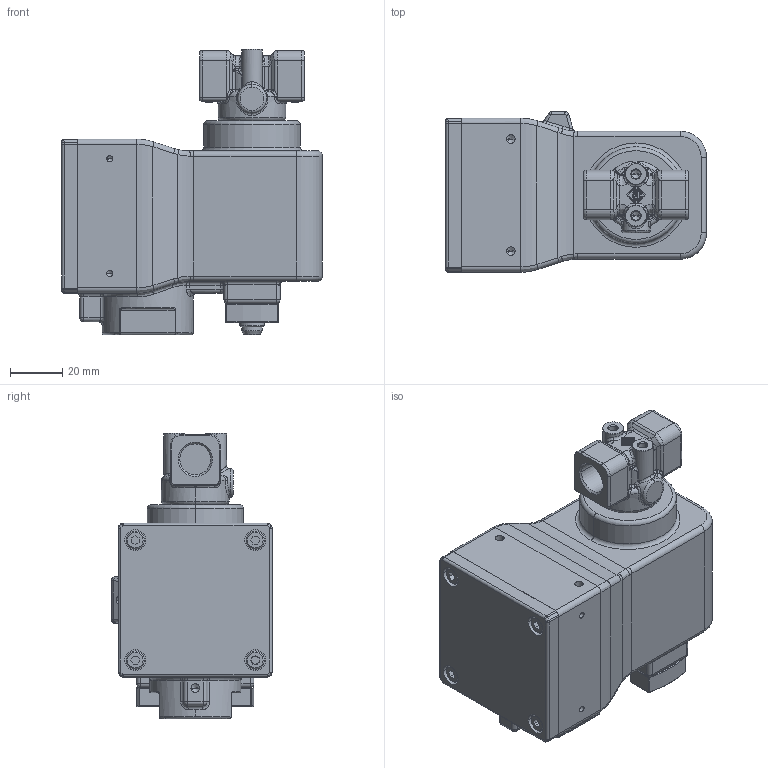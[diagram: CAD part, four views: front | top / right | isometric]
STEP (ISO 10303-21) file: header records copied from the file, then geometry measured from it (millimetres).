
FILE_DESCRIPTION((''),'2;1');
FILE_NAME('31A2EJV25_BDA_INGOMBRO_ASM','2009-07-13T',('romeri'),('O.D.E.'),'PRO/ENGINEER BY PARAMETRIC TECHNOLOGY CORPORATION, 2005450','PRO/ENGINEER BY PARAMETRIC TECHNOLOGY CORPORATION, 2005450','');
FILE_SCHEMA(('CONFIG_CONTROL_DESIGN'));
Length unit declared in the file: millimetre
Products named in the file (7): 4500A2_INGOMBRO; 451884_INGOMBRO; VITE_T_CIL_ESAG-INC_M4X10; 451573_INGOMBRO; 450145; 450146; 31A2EJV25_BDA_INGOMBRO_ASM
Assembly tree (7 placements, depth 2):
  31A2EJV25_BDA_INGOMBRO_ASM
    4500A2_INGOMBRO
    451884_INGOMBRO
    VITE_T_CIL_ESAG-INC_M4X10  x2
    451573_INGOMBRO
    450145
    450146
Bounding box: 100 x 61.5 x 109.5 mm (x, y, z)
Volume: 297607.2 mm3; surface area: 72758 mm2
Topology: 15 solids, 18 shells, 1053 faces, 2372 edges, 1381 vertices
Faces by surface type: cylinder 342, plane 315, cone 123, bspline 121, torus 94, sphere 58
Entity records: 43217 total; most frequent: CARTESIAN_POINT 11289, DIRECTION 4649, ORIENTED_EDGE 4572, EDGE_CURVE 2294, PRESENTATION_STYLE_ASSIGNMENT 1901, AXIS2_PLACEMENT_3D 1802, STYLED_ITEM 1572, VERTEX_POINT 1353
